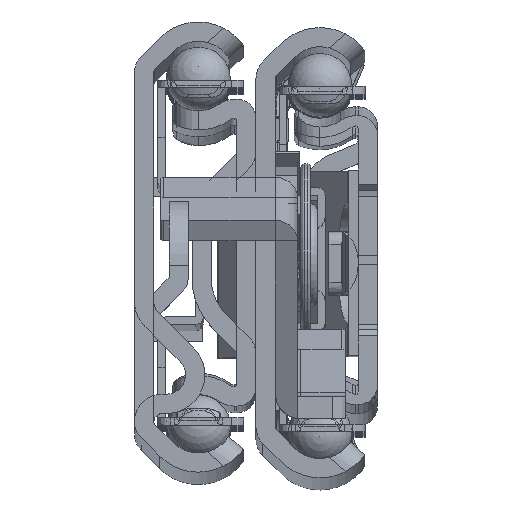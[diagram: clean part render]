
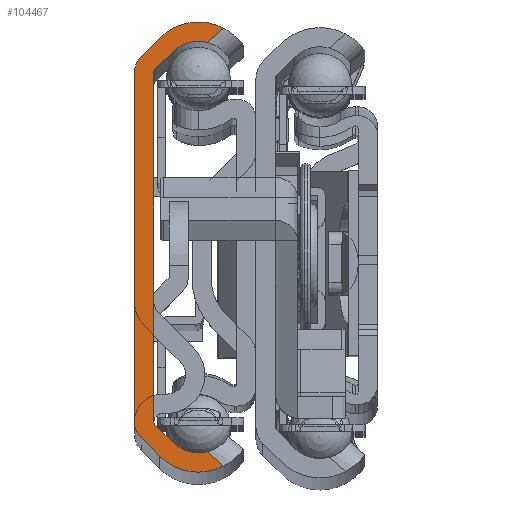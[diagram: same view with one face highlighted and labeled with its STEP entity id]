
A CAD part, top view. The second image highlights one B-rep face of the part: STEP entity #104467.
In plain terms, the highlighted planar face has unit normal (0, 0, 1).
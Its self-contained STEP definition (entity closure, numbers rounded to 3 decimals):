
#8057=PLANE('',#110300);
#10375=FACE_OUTER_BOUND('',#15900,.T.);
#15900=EDGE_LOOP('',(#67291,#67292,#67293,#67294,#67295,#67296,#67297,#67298,
#67299,#67300,#67301,#67302,#67303,#67304,#67305,#67306));
#21781=LINE('',#145986,#28268);
#21831=LINE('',#146208,#28318);
#21922=LINE('',#146541,#28409);
#21923=LINE('',#146546,#28410);
#21924=LINE('',#146551,#28411);
#21925=LINE('',#146554,#28412);
#21926=LINE('',#146556,#28413);
#21927=LINE('',#146560,#28414);
#28268=VECTOR('',#120634,10.);
#28318=VECTOR('',#120756,10.);
#28409=VECTOR('',#121021,10.);
#28410=VECTOR('',#121026,10.);
#28411=VECTOR('',#121031,10.);
#28412=VECTOR('',#121034,10.);
#28413=VECTOR('',#121035,10.);
#28414=VECTOR('',#121040,10.);
#34345=CIRCLE('',#110294,4.3);
#34346=CIRCLE('',#110298,4.3);
#34347=CIRCLE('',#110301,2.8);
#34348=CIRCLE('',#110302,0.3);
#34349=CIRCLE('',#110303,0.3);
#34350=CIRCLE('',#110304,2.8);
#34351=CIRCLE('',#110305,1.8);
#34352=CIRCLE('',#110306,1.8);
#38869=VERTEX_POINT('',#145984);
#38870=VERTEX_POINT('',#145985);
#38937=VERTEX_POINT('',#146206);
#38938=VERTEX_POINT('',#146207);
#39002=VERTEX_POINT('',#146460);
#39003=VERTEX_POINT('',#146471);
#39008=VERTEX_POINT('',#146509);
#39009=VERTEX_POINT('',#146511);
#39011=VERTEX_POINT('',#146526);
#39012=VERTEX_POINT('',#146543);
#39013=VERTEX_POINT('',#146545);
#39014=VERTEX_POINT('',#146548);
#39015=VERTEX_POINT('',#146550);
#39016=VERTEX_POINT('',#146552);
#39017=VERTEX_POINT('',#146555);
#39018=VERTEX_POINT('',#146558);
#49871=EDGE_CURVE('',#38869,#38870,#21781,.T.);
#49951=EDGE_CURVE('',#38937,#38938,#21831,.T.);
#50068=EDGE_CURVE('',#39002,#39003,#34345,.T.);
#50077=EDGE_CURVE('',#39008,#39009,#34346,.T.);
#50081=EDGE_CURVE('',#39011,#39002,#21922,.T.);
#50082=EDGE_CURVE('',#39012,#39011,#34347,.T.);
#50083=EDGE_CURVE('',#39013,#39012,#21923,.T.);
#50084=EDGE_CURVE('',#38870,#39013,#34348,.T.);
#50085=EDGE_CURVE('',#39014,#38869,#34349,.T.);
#50086=EDGE_CURVE('',#39015,#39014,#21924,.T.);
#50087=EDGE_CURVE('',#39016,#39015,#34350,.T.);
#50088=EDGE_CURVE('',#39009,#39016,#21925,.T.);
#50089=EDGE_CURVE('',#39017,#39008,#21926,.T.);
#50090=EDGE_CURVE('',#38938,#39017,#34351,.T.);
#50091=EDGE_CURVE('',#39018,#38937,#34352,.T.);
#50092=EDGE_CURVE('',#39003,#39018,#21927,.T.);
#67291=ORIENTED_EDGE('',*,*,#50081,.F.);
#67292=ORIENTED_EDGE('',*,*,#50082,.F.);
#67293=ORIENTED_EDGE('',*,*,#50083,.F.);
#67294=ORIENTED_EDGE('',*,*,#50084,.F.);
#67295=ORIENTED_EDGE('',*,*,#49871,.F.);
#67296=ORIENTED_EDGE('',*,*,#50085,.F.);
#67297=ORIENTED_EDGE('',*,*,#50086,.F.);
#67298=ORIENTED_EDGE('',*,*,#50087,.F.);
#67299=ORIENTED_EDGE('',*,*,#50088,.F.);
#67300=ORIENTED_EDGE('',*,*,#50077,.F.);
#67301=ORIENTED_EDGE('',*,*,#50089,.F.);
#67302=ORIENTED_EDGE('',*,*,#50090,.F.);
#67303=ORIENTED_EDGE('',*,*,#49951,.F.);
#67304=ORIENTED_EDGE('',*,*,#50091,.F.);
#67305=ORIENTED_EDGE('',*,*,#50092,.F.);
#67306=ORIENTED_EDGE('',*,*,#50068,.F.);
#104467=ADVANCED_FACE('',(#10375),#8057,.T.);
#110294=AXIS2_PLACEMENT_3D('',#146472,#121002,#121003);
#110298=AXIS2_PLACEMENT_3D('',#146512,#121016,#121017);
#110300=AXIS2_PLACEMENT_3D('',#146542,#121022,#121023);
#110301=AXIS2_PLACEMENT_3D('',#146544,#121024,#121025);
#110302=AXIS2_PLACEMENT_3D('',#146547,#121027,#121028);
#110303=AXIS2_PLACEMENT_3D('',#146549,#121029,#121030);
#110304=AXIS2_PLACEMENT_3D('',#146553,#121032,#121033);
#110305=AXIS2_PLACEMENT_3D('',#146557,#121036,#121037);
#110306=AXIS2_PLACEMENT_3D('',#146559,#121038,#121039);
#120634=DIRECTION('',(0.,-1.,0.));
#120756=DIRECTION('',(0.,1.,0.));
#121002=DIRECTION('center_axis',(0.,0.,-1.));
#121003=DIRECTION('ref_axis',(0.707,0.707,0.));
#121016=DIRECTION('center_axis',(0.,0.,-1.));
#121017=DIRECTION('ref_axis',(-0.814,-0.581,0.));
#121021=DIRECTION('',(0.751,-0.66,0.));
#121022=DIRECTION('center_axis',(0.,0.,1.));
#121023=DIRECTION('ref_axis',(1.,0.,0.));
#121024=DIRECTION('center_axis',(0.,0.,1.));
#121025=DIRECTION('ref_axis',(-0.707,-0.707,0.));
#121026=DIRECTION('',(0.707,-0.707,0.));
#121027=DIRECTION('center_axis',(0.,0.,1.));
#121028=DIRECTION('ref_axis',(-1.,0.,0.));
#121029=DIRECTION('center_axis',(0.,0.,1.));
#121030=DIRECTION('ref_axis',(-0.707,0.707,0.));
#121031=DIRECTION('',(-0.707,-0.707,0.));
#121032=DIRECTION('center_axis',(0.,0.,1.));
#121033=DIRECTION('ref_axis',(0.844,0.536,0.));
#121034=DIRECTION('',(-0.751,-0.66,0.));
#121035=DIRECTION('',(0.707,0.707,0.));
#121036=DIRECTION('center_axis',(0.,0.,-1.));
#121037=DIRECTION('ref_axis',(0.707,-0.707,0.));
#121038=DIRECTION('center_axis',(0.,0.,-1.));
#121039=DIRECTION('ref_axis',(1.,0.,0.));
#121040=DIRECTION('',(-0.707,0.707,0.));
#145984=CARTESIAN_POINT('',(1.5,13.636,430.));
#145985=CARTESIAN_POINT('',(1.5,-13.636,430.));
#145986=CARTESIAN_POINT('',(1.5,13.636,430.));
#146206=CARTESIAN_POINT('',(0.,-13.636,430.));
#146207=CARTESIAN_POINT('',(0.,13.636,430.));
#146208=CARTESIAN_POINT('',(0.,-13.636,430.));
#146460=CARTESIAN_POINT('',(6.974,-17.12,430.));
#146471=CARTESIAN_POINT('',(1.959,-16.341,430.));
#146472=CARTESIAN_POINT('Origin',(5.,-13.3,430.));
#146509=CARTESIAN_POINT('',(1.959,16.341,430.));
#146511=CARTESIAN_POINT('',(6.974,17.12,430.));
#146512=CARTESIAN_POINT('Origin',(5.,13.3,430.));
#146526=CARTESIAN_POINT('',(5.71,-16.009,430.));
#146541=CARTESIAN_POINT('',(0.935,-11.813,430.));
#146542=CARTESIAN_POINT('Origin',(2.262,0.,
430.));
#146543=CARTESIAN_POINT('',(3.02,-15.28,430.));
#146544=CARTESIAN_POINT('Origin',(5.,-13.3,430.));
#146545=CARTESIAN_POINT('',(1.588,-13.848,430.));
#146546=CARTESIAN_POINT('',(1.588,-13.848,430.));
#146547=CARTESIAN_POINT('Origin',(1.8,-13.636,430.));
#146548=CARTESIAN_POINT('',(1.588,13.848,430.));
#146549=CARTESIAN_POINT('Origin',(1.8,13.636,430.));
#146550=CARTESIAN_POINT('',(3.02,15.28,430.));
#146551=CARTESIAN_POINT('',(3.02,15.28,430.));
#146552=CARTESIAN_POINT('',(5.71,16.009,430.));
#146553=CARTESIAN_POINT('Origin',(5.,13.3,430.));
#146554=CARTESIAN_POINT('',(1.503,12.312,430.));
#146555=CARTESIAN_POINT('',(0.527,14.908,430.));
#146556=CARTESIAN_POINT('',(0.527,14.908,430.));
#146557=CARTESIAN_POINT('Origin',(1.8,13.636,430.));
#146558=CARTESIAN_POINT('',(0.527,-14.908,430.));
#146559=CARTESIAN_POINT('Origin',(1.8,-13.636,430.));
#146560=CARTESIAN_POINT('',(1.959,-16.341,430.));
